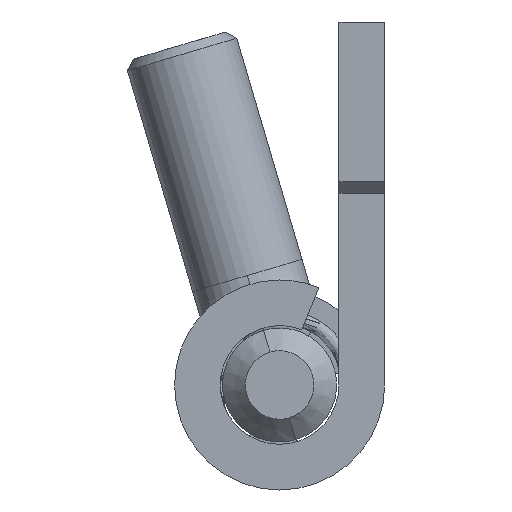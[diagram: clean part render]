
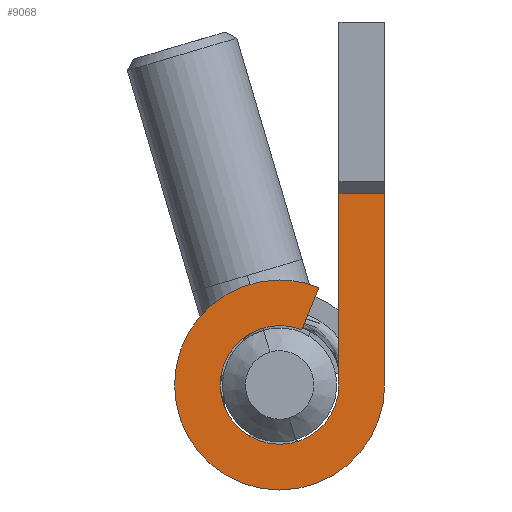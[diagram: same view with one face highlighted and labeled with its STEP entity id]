
A CAD part, left-side view. The second image highlights one B-rep face of the part: STEP entity #9068.
In plain terms, the highlighted planar face has unit normal (-1, 0, 0).
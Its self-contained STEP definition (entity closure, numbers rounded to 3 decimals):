
#51 = AXIS2_PLACEMENT_3D ( 'NONE', #1474, #5578, #2838 ) ;
#69 = AXIS2_PLACEMENT_3D ( 'NONE', #5553, #5702, #8559 ) ;
#203 = ORIENTED_EDGE ( 'NONE', *, *, #1186, .F. ) ;
#270 = CARTESIAN_POINT ( 'NONE',  ( -254.5, 4.6, -15.3 ) ) ;
#390 = EDGE_CURVE ( 'NONE', #2884, #8482, #1482, .T. ) ;
#505 = DIRECTION ( 'NONE',  ( 0., 0., -1. ) ) ;
#811 = CIRCLE ( 'NONE', #6215, 2.6 ) ;
#1003 = EDGE_LOOP ( 'NONE', ( #3653, #1537, #7185, #8199, #203, #7899, #5019, #3035, #3382, #6525 ) ) ;
#1186 = EDGE_CURVE ( 'NONE', #2884, #3462, #6543, .T. ) ;
#1286 = VERTEX_POINT ( 'NONE', #5311 ) ;
#1294 = CIRCLE ( 'NONE', #6251, 4.6 ) ;
#1412 = CARTESIAN_POINT ( 'NONE',  ( -254.5, 4.6, -17.9 ) ) ;
#1474 = CARTESIAN_POINT ( 'NONE',  ( -254.5, 4.6, -17.9 ) ) ;
#1482 = CIRCLE ( 'NONE', #6740, 4.6 ) ;
#1537 = ORIENTED_EDGE ( 'NONE', *, *, #5387, .F. ) ;
#2012 = AXIS2_PLACEMENT_3D ( 'NONE', #5920, #5876, #5962 ) ;
#2017 = CARTESIAN_POINT ( 'NONE',  ( -254.5, 0., -12.5 ) ) ;
#2199 = VECTOR ( 'NONE', #505, 1000. ) ;
#2221 = DIRECTION ( 'NONE',  ( 0., 0., 1. ) ) ;
#2248 = CARTESIAN_POINT ( 'NONE',  ( -254.5, 2., -17.9 ) ) ;
#2318 = DIRECTION ( 'NONE',  ( 0., 0., 1. ) ) ;
#2497 = AXIS2_PLACEMENT_3D ( 'NONE', #3332, #6210, #6306 ) ;
#2528 = EDGE_CURVE ( 'NONE', #3462, #6584, #6963, .T. ) ;
#2576 = DIRECTION ( 'NONE',  ( 0., 0., 1. ) ) ;
#2725 = FACE_OUTER_BOUND ( 'NONE', #1003, .T. ) ;
#2786 = VERTEX_POINT ( 'NONE', #2248 ) ;
#2838 = DIRECTION ( 'NONE',  ( 0., 0., 1. ) ) ;
#2869 = EDGE_CURVE ( 'NONE', #6584, #5247, #811, .T. ) ;
#2884 = VERTEX_POINT ( 'NONE', #6004 ) ;
#3035 = ORIENTED_EDGE ( 'NONE', *, *, #8037, .T. ) ;
#3060 = CARTESIAN_POINT ( 'NONE',  ( -254.5, 4.6, -17.9 ) ) ;
#3332 = CARTESIAN_POINT ( 'NONE',  ( -254.5, -59.076, -12.5 ) ) ;
#3382 = ORIENTED_EDGE ( 'NONE', *, *, #6883, .F. ) ;
#3385 = VECTOR ( 'NONE', #3472, 1000. ) ;
#3427 = PLANE ( 'NONE',  #2497 ) ;
#3462 = VERTEX_POINT ( 'NONE', #9235 ) ;
#3472 = DIRECTION ( 'NONE',  ( 0., -1., 0. ) ) ;
#3508 = EDGE_CURVE ( 'NONE', #8482, #5014, #5459, .T. ) ;
#3515 = VERTEX_POINT ( 'NONE', #9190 ) ;
#3574 = CARTESIAN_POINT ( 'NONE',  ( -254.5, 4.6, -20.5 ) ) ;
#3653 = ORIENTED_EDGE ( 'NONE', *, *, #6207, .F. ) ;
#3829 = DIRECTION ( 'NONE',  ( 0., 0., 1. ) ) ;
#4278 = DIRECTION ( 'NONE',  ( -1., 0., 0. ) ) ;
#5014 = VERTEX_POINT ( 'NONE', #6447 ) ;
#5019 = ORIENTED_EDGE ( 'NONE', *, *, #3508, .T. ) ;
#5158 = CARTESIAN_POINT ( 'NONE',  ( -254.5, 4.6, -17.9 ) ) ;
#5219 = DIRECTION ( 'NONE',  ( 0., 0.375, -0.927 ) ) ;
#5247 = VERTEX_POINT ( 'NONE', #3574 ) ;
#5309 = CARTESIAN_POINT ( 'NONE',  ( -254.5, 2., -12.5 ) ) ;
#5311 = CARTESIAN_POINT ( 'NONE',  ( -254.5, 0., -9.5 ) ) ;
#5387 = EDGE_CURVE ( 'NONE', #5247, #2786, #9075, .T. ) ;
#5415 = VECTOR ( 'NONE', #5219, 1000. ) ;
#5459 = CIRCLE ( 'NONE', #51, 4.6 ) ;
#5553 = CARTESIAN_POINT ( 'NONE',  ( -254.5, 4.6, -17.9 ) ) ;
#5578 = DIRECTION ( 'NONE',  ( -1., 0., 0. ) ) ;
#5702 = DIRECTION ( 'NONE',  ( -1., 0., 0. ) ) ;
#5781 = VERTEX_POINT ( 'NONE', #8088 ) ;
#5876 = DIRECTION ( 'NONE',  ( -1., 0., 0. ) ) ;
#5920 = CARTESIAN_POINT ( 'NONE',  ( -254.5, 4.6, -17.9 ) ) ;
#5942 = DIRECTION ( 'NONE',  ( -1., 0., 0. ) ) ;
#5962 = DIRECTION ( 'NONE',  ( 0., 0., 1. ) ) ;
#6004 = CARTESIAN_POINT ( 'NONE',  ( -254.5, 2.877, -13.635 ) ) ;
#6118 = CARTESIAN_POINT ( 'NONE',  ( -254.5, 4.6, -13.3 ) ) ;
#6207 = EDGE_CURVE ( 'NONE', #2786, #3515, #6907, .T. ) ;
#6210 = DIRECTION ( 'NONE',  ( -1., 0., 0. ) ) ;
#6215 = AXIS2_PLACEMENT_3D ( 'NONE', #5158, #7420, #3829 ) ;
#6251 = AXIS2_PLACEMENT_3D ( 'NONE', #3060, #5942, #2318 ) ;
#6306 = DIRECTION ( 'NONE',  ( 0., 0., 1. ) ) ;
#6447 = CARTESIAN_POINT ( 'NONE',  ( -254.5, 4.6, -22.5 ) ) ;
#6525 = ORIENTED_EDGE ( 'NONE', *, *, #7072, .F. ) ;
#6543 = LINE ( 'NONE', #7304, #5415 ) ;
#6584 = VERTEX_POINT ( 'NONE', #270 ) ;
#6740 = AXIS2_PLACEMENT_3D ( 'NONE', #1412, #4278, #2221 ) ;
#6883 = EDGE_CURVE ( 'NONE', #1286, #5781, #7144, .T. ) ;
#6907 = LINE ( 'NONE', #5309, #8982 ) ;
#6952 = CARTESIAN_POINT ( 'NONE',  ( -254.5, 9.2, -9.5 ) ) ;
#6963 = CIRCLE ( 'NONE', #2012, 2.6 ) ;
#7051 = LINE ( 'NONE', #6952, #3385 ) ;
#7072 = EDGE_CURVE ( 'NONE', #3515, #1286, #7051, .T. ) ;
#7144 = LINE ( 'NONE', #2017, #2199 ) ;
#7185 = ORIENTED_EDGE ( 'NONE', *, *, #2869, .F. ) ;
#7304 = CARTESIAN_POINT ( 'NONE',  ( -254.5, 2.877, -13.635 ) ) ;
#7420 = DIRECTION ( 'NONE',  ( -1., 0., 0. ) ) ;
#7899 = ORIENTED_EDGE ( 'NONE', *, *, #390, .T. ) ;
#8037 = EDGE_CURVE ( 'NONE', #5014, #5781, #1294, .T. ) ;
#8088 = CARTESIAN_POINT ( 'NONE',  ( -254.5, 0., -17.9 ) ) ;
#8199 = ORIENTED_EDGE ( 'NONE', *, *, #2528, .F. ) ;
#8482 = VERTEX_POINT ( 'NONE', #6118 ) ;
#8559 = DIRECTION ( 'NONE',  ( 0., 0., 1. ) ) ;
#8982 = VECTOR ( 'NONE', #2576, 1000. ) ;
#9068 = ADVANCED_FACE ( 'NONE', ( #2725 ), #3427, .T. ) ;
#9075 = CIRCLE ( 'NONE', #69, 2.6 ) ;
#9190 = CARTESIAN_POINT ( 'NONE',  ( -254.5, 2., -9.5 ) ) ;
#9235 = CARTESIAN_POINT ( 'NONE',  ( -254.5, 3.626, -15.489 ) ) ;
